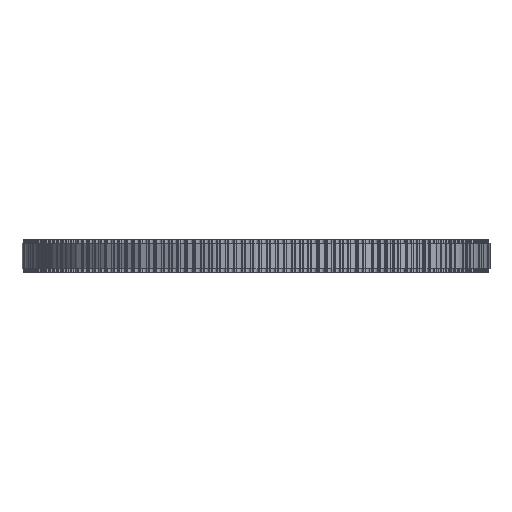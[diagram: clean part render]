
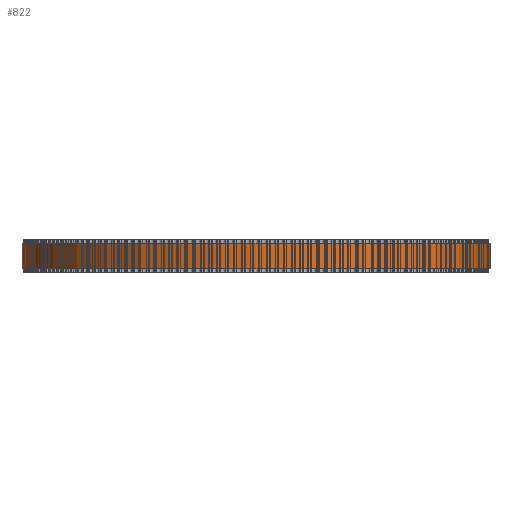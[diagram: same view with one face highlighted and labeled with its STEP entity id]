
A CAD part, front view. The second image highlights one B-rep face of the part: STEP entity #822.
In plain terms, the highlighted cylindrical face has radius 55.704 mm (diameter 111.408 mm), a full revolution.
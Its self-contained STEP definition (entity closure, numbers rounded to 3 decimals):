
#97=FACE_BOUND('',#2928,.T.);
#98=FACE_BOUND('',#2929,.T.);
#822=ADVANCED_FACE('',(#97,#98),#1523,.T.);
#1523=CYLINDRICAL_SURFACE('',#15543,55.704);
#2928=EDGE_LOOP('',(#8530));
#2929=EDGE_LOOP('',(#8531));
#8530=ORIENTED_EDGE('',*,*,#12034,.T.);
#8531=ORIENTED_EDGE('',*,*,#12035,.T.);
#9932=VERTEX_POINT('',#24660);
#9933=VERTEX_POINT('',#24662);
#12034=EDGE_CURVE('',#9932,#9932,#13436,.T.);
#12035=EDGE_CURVE('',#9933,#9933,#13437,.T.);
#13436=CIRCLE('',#15541,55.704);
#13437=CIRCLE('',#15542,55.704);
#15541=AXIS2_PLACEMENT_3D('',#24659,#20450,#20451);
#15542=AXIS2_PLACEMENT_3D('',#24661,#20452,#20453);
#15543=AXIS2_PLACEMENT_3D('',#24663,#20454,#20455);
#20450=DIRECTION('',(0.,0.,1.));
#20451=DIRECTION('',(1.,0.,0.));
#20452=DIRECTION('',(0.,0.,-1.));
#20453=DIRECTION('',(1.,0.,0.));
#20454=DIRECTION('',(0.,0.,1.));
#20455=DIRECTION('',(1.,0.,0.));
#24659=CARTESIAN_POINT('',(0.,0.,1.));
#24660=CARTESIAN_POINT('',(55.704,0.,1.));
#24661=CARTESIAN_POINT('',(0.,0.,7.));
#24662=CARTESIAN_POINT('',(55.704,0.,7.));
#24663=CARTESIAN_POINT('',(0.,0.,1.));
